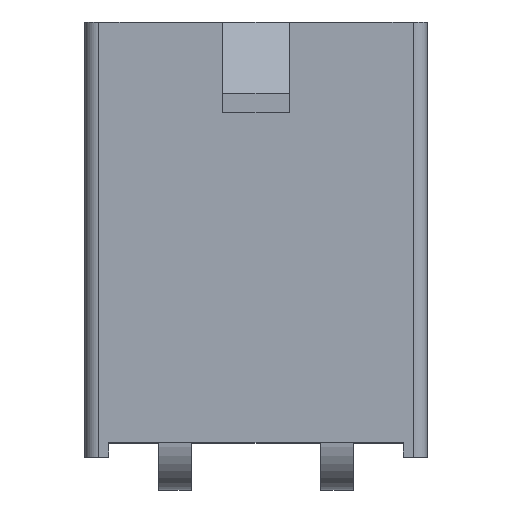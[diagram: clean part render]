
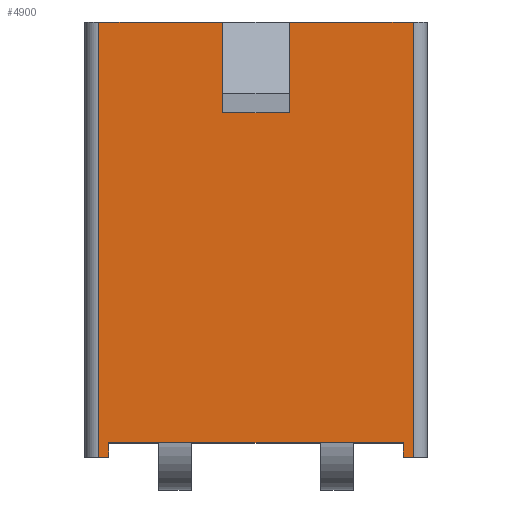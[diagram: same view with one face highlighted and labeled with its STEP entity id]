
A CAD part, top view. The second image highlights one B-rep face of the part: STEP entity #4900.
In plain terms, the highlighted planar face has unit normal (0, 0, 1).
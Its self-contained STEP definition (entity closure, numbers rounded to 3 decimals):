
#242=ORIENTED_EDGE('',*,*,#1203,.F.);
#243=ORIENTED_EDGE('',*,*,#1201,.T.);
#244=ORIENTED_EDGE('',*,*,#1204,.T.);
#245=ORIENTED_EDGE('',*,*,#1205,.T.);
#246=ORIENTED_EDGE('',*,*,#1206,.F.);
#247=ORIENTED_EDGE('',*,*,#1207,.F.);
#248=ORIENTED_EDGE('',*,*,#1208,.F.);
#249=ORIENTED_EDGE('',*,*,#1209,.T.);
#250=ORIENTED_EDGE('',*,*,#1210,.F.);
#251=ORIENTED_EDGE('',*,*,#1211,.F.);
#252=ORIENTED_EDGE('',*,*,#1212,.T.);
#253=ORIENTED_EDGE('',*,*,#1213,.F.);
#1201=EDGE_CURVE('',#1672,#1671,#2000,.T.);
#1203=EDGE_CURVE('',#1672,#1673,#2002,.T.);
#1204=EDGE_CURVE('',#1671,#1674,#2003,.T.);
#1205=EDGE_CURVE('',#1674,#1675,#2004,.T.);
#1206=EDGE_CURVE('',#1676,#1675,#2005,.T.);
#1207=EDGE_CURVE('',#1677,#1676,#2006,.T.);
#1208=EDGE_CURVE('',#1678,#1677,#2007,.T.);
#1209=EDGE_CURVE('',#1678,#1679,#2008,.T.);
#1210=EDGE_CURVE('',#1680,#1679,#2009,.T.);
#1211=EDGE_CURVE('',#1681,#1680,#2010,.T.);
#1212=EDGE_CURVE('',#1681,#1682,#2011,.T.);
#1213=EDGE_CURVE('',#1673,#1682,#2012,.T.);
#1671=VERTEX_POINT('',#6509);
#1672=VERTEX_POINT('',#6511);
#1673=VERTEX_POINT('',#6515);
#1674=VERTEX_POINT('',#6517);
#1675=VERTEX_POINT('',#6519);
#1676=VERTEX_POINT('',#6521);
#1677=VERTEX_POINT('',#6523);
#1678=VERTEX_POINT('',#6525);
#1679=VERTEX_POINT('',#6527);
#1680=VERTEX_POINT('',#6529);
#1681=VERTEX_POINT('',#6531);
#1682=VERTEX_POINT('',#6533);
#2000=LINE('',#6510,#2461);
#2002=LINE('',#6514,#2463);
#2003=LINE('',#6516,#2464);
#2004=LINE('',#6518,#2465);
#2005=LINE('',#6520,#2466);
#2006=LINE('',#6522,#2467);
#2007=LINE('',#6524,#2468);
#2008=LINE('',#6526,#2469);
#2009=LINE('',#6528,#2470);
#2010=LINE('',#6530,#2471);
#2011=LINE('',#6532,#2472);
#2012=LINE('',#6534,#2473);
#2461=VECTOR('',#5522,1000.);
#2463=VECTOR('',#5526,1000.);
#2464=VECTOR('',#5527,1000.);
#2465=VECTOR('',#5528,1000.);
#2466=VECTOR('',#5529,1000.);
#2467=VECTOR('',#5530,1000.);
#2468=VECTOR('',#5531,1000.);
#2469=VECTOR('',#5532,1000.);
#2470=VECTOR('',#5533,1000.);
#2471=VECTOR('',#5534,1000.);
#2472=VECTOR('',#5535,1000.);
#2473=VECTOR('',#5536,1000.);
#2856=EDGE_LOOP('',(#242,#243,#244,#245,#246,#247,#248,#249,#250,#251,#252,
#253));
#3071=FACE_BOUND('',#2856,.T.);
#3280=PLANE('',#5123);
#4900=ADVANCED_FACE('',(#3071),#3280,.F.);
#5123=AXIS2_PLACEMENT_3D('',#6513,#5524,#5525);
#5522=DIRECTION('',(0.,1.,0.));
#5524=DIRECTION('',(0.,0.,-1.));
#5525=DIRECTION('',(-1.,0.,0.));
#5526=DIRECTION('',(1.,0.,0.));
#5527=DIRECTION('',(-1.,0.,0.));
#5528=DIRECTION('',(0.,-1.,0.));
#5529=DIRECTION('',(-1.,0.,0.));
#5530=DIRECTION('',(0.,-1.,0.));
#5531=DIRECTION('',(-1.,0.,0.));
#5532=DIRECTION('',(0.,-1.,0.));
#5533=DIRECTION('',(-1.,0.,0.));
#5534=DIRECTION('',(0.,-1.,0.));
#5535=DIRECTION('',(-1.,0.,0.));
#5536=DIRECTION('',(0.,1.,0.));
#6509=CARTESIAN_POINT('',(-5.175,7.65,3.4));
#6510=CARTESIAN_POINT('',(-5.175,7.15,3.4));
#6511=CARTESIAN_POINT('',(-5.175,7.15,3.4));
#6513=CARTESIAN_POINT('',(6.025,7.65,3.4));
#6514=CARTESIAN_POINT('',(-5.175,7.15,3.4));
#6515=CARTESIAN_POINT('',(5.175,7.15,3.4));
#6516=CARTESIAN_POINT('',(6.025,7.65,3.4));
#6517=CARTESIAN_POINT('',(-5.525,7.65,3.4));
#6518=CARTESIAN_POINT('',(-5.525,7.65,3.4));
#6519=CARTESIAN_POINT('',(-5.525,-7.65,3.4));
#6520=CARTESIAN_POINT('',(6.025,-7.65,3.4));
#6521=CARTESIAN_POINT('',(-1.175,-7.65,3.4));
#6522=CARTESIAN_POINT('',(-1.175,-4.65,3.4));
#6523=CARTESIAN_POINT('',(-1.175,-4.65,3.4));
#6524=CARTESIAN_POINT('',(1.175,-4.65,3.4));
#6525=CARTESIAN_POINT('',(1.175,-4.65,3.4));
#6526=CARTESIAN_POINT('',(1.175,-4.65,3.4));
#6527=CARTESIAN_POINT('',(1.175,-7.65,3.4));
#6528=CARTESIAN_POINT('',(6.025,-7.65,3.4));
#6529=CARTESIAN_POINT('',(5.525,-7.65,3.4));
#6530=CARTESIAN_POINT('',(5.525,7.65,3.4));
#6531=CARTESIAN_POINT('',(5.525,7.65,3.4));
#6532=CARTESIAN_POINT('',(6.025,7.65,3.4));
#6533=CARTESIAN_POINT('',(5.175,7.65,3.4));
#6534=CARTESIAN_POINT('',(5.175,7.15,3.4));
